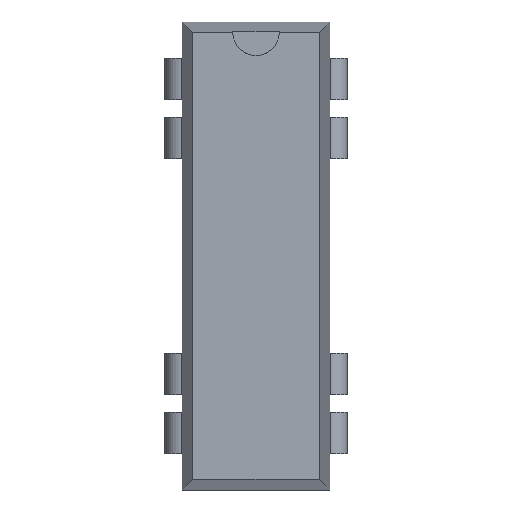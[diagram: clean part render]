
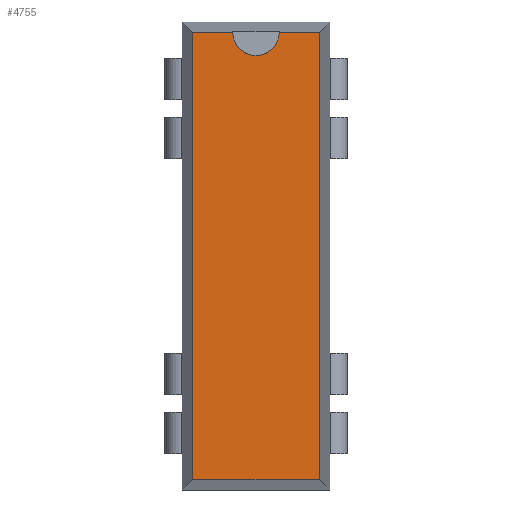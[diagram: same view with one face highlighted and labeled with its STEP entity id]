
A CAD part, top view. The second image highlights one B-rep face of the part: STEP entity #4755.
In plain terms, the highlighted planar face has unit normal (0, 0, 1).
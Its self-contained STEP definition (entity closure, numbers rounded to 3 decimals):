
#4657=CARTESIAN_POINT('',(1.,9.62,8.26));
#4658=VERTEX_POINT('',#4657);
#4675=CARTESIAN_POINT('',(-1.,9.62,8.26));
#4676=VERTEX_POINT('',#4675);
#4684=CARTESIAN_POINT('',(0.,9.62,8.26));
#4685=DIRECTION('',(0.0,0.0,-1.0));
#4686=DIRECTION('',(1.0,0.0,0.0));
#4687=AXIS2_PLACEMENT_3D('',#4684,#4685,#4686);
#4688=CIRCLE('',#4687,1.0);
#4689=EDGE_CURVE('',#4658,#4676,#4688,.T.);
#4709=CARTESIAN_POINT('',(0.,0.0,8.26));
#4710=DIRECTION('',(0.0,0.0,1.0));
#4711=DIRECTION('',(1.0,0.0,0.0));
#4712=AXIS2_PLACEMENT_3D('',#4709,#4710,#4711);
#4713=PLANE('',#4712);
#4714=ORIENTED_EDGE('',*,*,#4689,.T.);
#4715=CARTESIAN_POINT('',(-2.725,9.62,8.26));
#4716=VERTEX_POINT('',#4715);
#4717=CARTESIAN_POINT('',(-2.725,9.62,8.26));
#4718=DIRECTION('',(1.0,0.0,0.0));
#4719=VECTOR('',#4718,1.725);
#4720=LINE('',#4717,#4719);
#4721=EDGE_CURVE('',#4716,#4676,#4720,.T.);
#4722=ORIENTED_EDGE('',*,*,#4721,.F.);
#4723=CARTESIAN_POINT('',(-2.725,-9.62,8.26));
#4724=VERTEX_POINT('',#4723);
#4725=CARTESIAN_POINT('',(-2.725,-9.62,8.26));
#4726=DIRECTION('',(0.0,1.0,0.0));
#4727=VECTOR('',#4726,19.24);
#4728=LINE('',#4725,#4727);
#4729=EDGE_CURVE('',#4724,#4716,#4728,.T.);
#4730=ORIENTED_EDGE('',*,*,#4729,.F.);
#4731=CARTESIAN_POINT('',(2.725,-9.62,8.26));
#4732=VERTEX_POINT('',#4731);
#4733=CARTESIAN_POINT('',(2.725,-9.62,8.26));
#4734=DIRECTION('',(-1.0,0.0,0.0));
#4735=VECTOR('',#4734,5.45);
#4736=LINE('',#4733,#4735);
#4737=EDGE_CURVE('',#4732,#4724,#4736,.T.);
#4738=ORIENTED_EDGE('',*,*,#4737,.F.);
#4739=CARTESIAN_POINT('',(2.725,9.62,8.26));
#4740=VERTEX_POINT('',#4739);
#4741=CARTESIAN_POINT('',(2.725,9.62,8.26));
#4742=DIRECTION('',(0.0,-1.0,0.0));
#4743=VECTOR('',#4742,19.24);
#4744=LINE('',#4741,#4743);
#4745=EDGE_CURVE('',#4740,#4732,#4744,.T.);
#4746=ORIENTED_EDGE('',*,*,#4745,.F.);
#4747=CARTESIAN_POINT('',(1.,9.62,8.26));
#4748=DIRECTION('',(1.0,0.0,0.0));
#4749=VECTOR('',#4748,1.725);
#4750=LINE('',#4747,#4749);
#4751=EDGE_CURVE('',#4658,#4740,#4750,.T.);
#4752=ORIENTED_EDGE('',*,*,#4751,.F.);
#4753=EDGE_LOOP('',(#4714,#4722,#4730,#4738,#4746,#4752));
#4754=FACE_OUTER_BOUND('',#4753,.T.);
#4755=ADVANCED_FACE('',(#4754),#4713,.T.);
